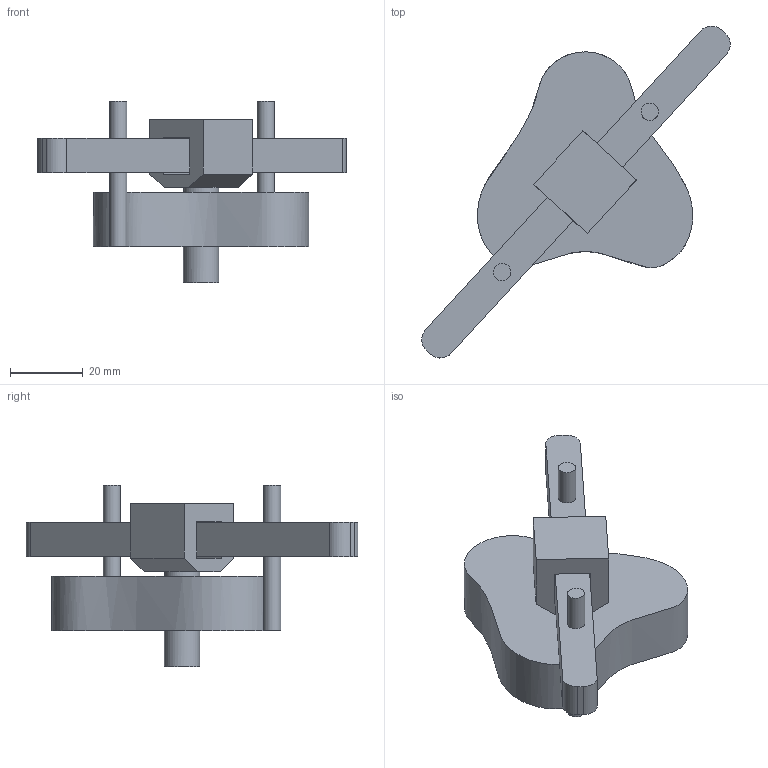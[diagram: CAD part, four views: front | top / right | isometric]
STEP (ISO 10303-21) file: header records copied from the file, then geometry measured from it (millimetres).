
FILE_DESCRIPTION(/* description */ (''),/* implementation_level */ '2;1');
FILE_NAME(/* name */ 'Finished Cam Leg v9.step',/* time_stamp */ '2021-03-23T17:49:38-07:00',/* author */ (''),/* organization */ (''),/* preprocessor_version */ 'ST-DEVELOPER v18.1',/* originating_system */ 'Autodesk Translation Framework v9.10.0.1330',/* authorisation */ '');
FILE_SCHEMA (('AUTOMOTIVE_DESIGN { 1 0 10303 214 3 1 1 }'));
Length unit declared in the file: millimetre
Products named in the file (6): Finished Cam Leg; Cam ; Rotar (1); Leg; Peg 1; Peg 2 (1)
Assembly tree (5 placements, depth 2):
  Finished Cam Leg
    Cam 
    Rotar (1)
    Leg
    Peg 1
    Peg 2 (1)
Bounding box: 84.95 x 91.41 x 50.12 mm (x, y, z)
Volume: 55182.7 mm3; surface area: 17763 mm2
Topology: 5 solids, 5 shells, 42 faces, 93 edges, 62 vertices
Faces by surface type: plane 29, cylinder 12, bspline 1
Full cylindrical faces by diameter (mm): 4.75 x4, 9.75 x1, 10 x1
Entity records: 1764 total; most frequent: CARTESIAN_POINT 617, DIRECTION 223, ORIENTED_EDGE 186, EDGE_CURVE 93, AXIS2_PLACEMENT_3D 80, LINE 63, VECTOR 63, VERTEX_POINT 62
